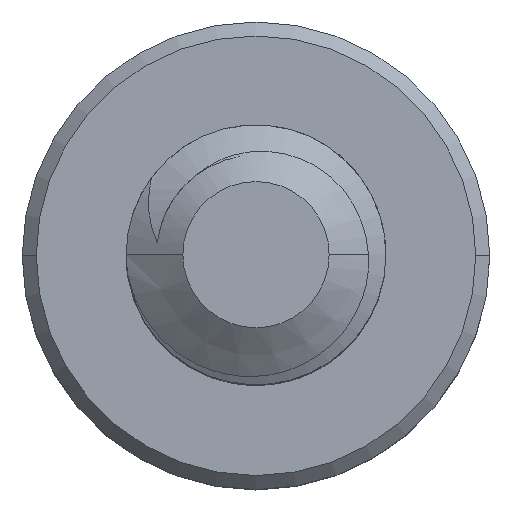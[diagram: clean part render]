
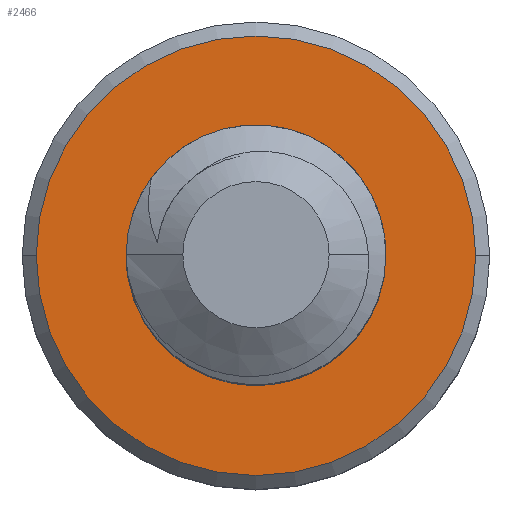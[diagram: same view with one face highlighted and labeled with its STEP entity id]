
A CAD part, top view. The second image highlights one B-rep face of the part: STEP entity #2466.
In plain terms, the highlighted planar face has unit normal (0, 0, 1).
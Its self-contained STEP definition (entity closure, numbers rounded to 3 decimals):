
#50 = CARTESIAN_POINT ( 'NONE',  ( 0., 0., -6. ) ) ;
#76 = FACE_OUTER_BOUND ( 'NONE', #2078, .T. ) ;
#151 = DIRECTION ( 'NONE',  ( 0., 0., 1. ) ) ;
#272 = DIRECTION ( 'NONE',  ( 1., 0., 0. ) ) ;
#380 = DIRECTION ( 'NONE',  ( -1., 0., 0. ) ) ;
#551 = VERTEX_POINT ( 'NONE', #3858 ) ;
#563 = CARTESIAN_POINT ( 'NONE',  ( 2.115, 0., -6. ) ) ;
#611 = CIRCLE ( 'NONE', #1126, 1.25 ) ;
#617 = PLANE ( 'NONE',  #874 ) ;
#673 = AXIS2_PLACEMENT_3D ( 'NONE', #3879, #3597, #886 ) ;
#676 = CARTESIAN_POINT ( 'NONE',  ( 0., 0., -6. ) ) ;
#874 = AXIS2_PLACEMENT_3D ( 'NONE', #3063, #3108, #1222 ) ;
#886 = DIRECTION ( 'NONE',  ( 1., 0., 0. ) ) ;
#1126 = AXIS2_PLACEMENT_3D ( 'NONE', #676, #1903, #272 ) ;
#1217 = EDGE_LOOP ( 'NONE', ( #3288, #1419 ) ) ;
#1222 = DIRECTION ( 'NONE',  ( -1., 0., 0. ) ) ;
#1303 = FACE_BOUND ( 'NONE', #1217, .T. ) ;
#1326 = EDGE_CURVE ( 'NONE', #3033, #1755, #611, .T. ) ;
#1382 = DIRECTION ( 'NONE',  ( 0., 0., 1. ) ) ;
#1419 = ORIENTED_EDGE ( 'NONE', *, *, #1326, .F. ) ;
#1442 = EDGE_CURVE ( 'NONE', #3551, #551, #2926, .T. ) ;
#1465 = ORIENTED_EDGE ( 'NONE', *, *, #1442, .T. ) ;
#1699 = AXIS2_PLACEMENT_3D ( 'NONE', #2909, #151, #380 ) ;
#1708 = CIRCLE ( 'NONE', #673, 1.25 ) ;
#1755 = VERTEX_POINT ( 'NONE', #3805 ) ;
#1777 = ORIENTED_EDGE ( 'NONE', *, *, #2161, .T. ) ;
#1903 = DIRECTION ( 'NONE',  ( 0., 0., 1. ) ) ;
#2078 = EDGE_LOOP ( 'NONE', ( #1777, #1465 ) ) ;
#2084 = AXIS2_PLACEMENT_3D ( 'NONE', #50, #1382, #2597 ) ;
#2161 = EDGE_CURVE ( 'NONE', #551, #3551, #3307, .T. ) ;
#2466 = ADVANCED_FACE ( 'NONE', ( #76, #1303 ), #617, .F. ) ;
#2597 = DIRECTION ( 'NONE',  ( -1., 0., 0. ) ) ;
#2909 = CARTESIAN_POINT ( 'NONE',  ( 0., 0., -6. ) ) ;
#2926 = CIRCLE ( 'NONE', #1699, 2.115 ) ;
#2973 = CARTESIAN_POINT ( 'NONE',  ( -1.25, 0., -6. ) ) ;
#3033 = VERTEX_POINT ( 'NONE', #2973 ) ;
#3063 = CARTESIAN_POINT ( 'NONE',  ( 0., 0., -6. ) ) ;
#3108 = DIRECTION ( 'NONE',  ( 0., 0., -1. ) ) ;
#3288 = ORIENTED_EDGE ( 'NONE', *, *, #3905, .F. ) ;
#3307 = CIRCLE ( 'NONE', #2084, 2.115 ) ;
#3551 = VERTEX_POINT ( 'NONE', #563 ) ;
#3597 = DIRECTION ( 'NONE',  ( 0., 0., 1. ) ) ;
#3805 = CARTESIAN_POINT ( 'NONE',  ( 1.25, 0., -6. ) ) ;
#3858 = CARTESIAN_POINT ( 'NONE',  ( -2.115, 0., -6. ) ) ;
#3879 = CARTESIAN_POINT ( 'NONE',  ( 0., 0., -6. ) ) ;
#3905 = EDGE_CURVE ( 'NONE', #1755, #3033, #1708, .T. ) ;
